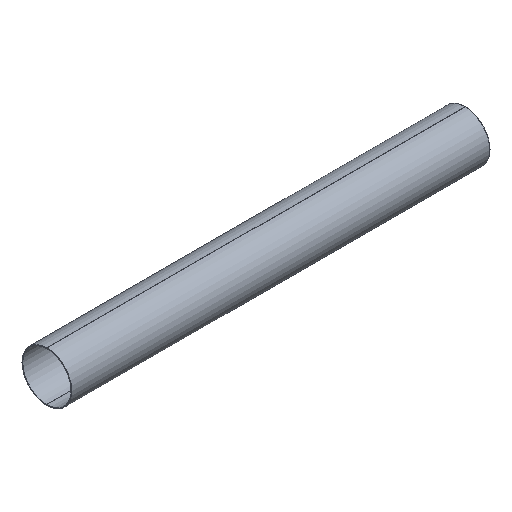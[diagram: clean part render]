
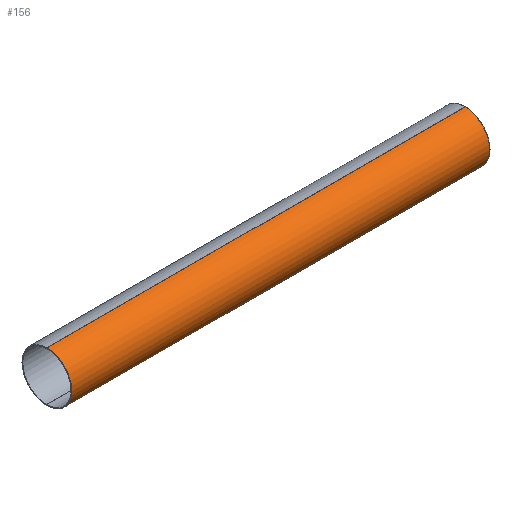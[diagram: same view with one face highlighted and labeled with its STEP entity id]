
A CAD part, isometric view. The second image highlights one B-rep face of the part: STEP entity #156.
In plain terms, the highlighted cylindrical face has radius 77.47 mm (diameter 154.94 mm), a partial arc.
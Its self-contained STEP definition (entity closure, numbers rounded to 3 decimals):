
#1 = EDGE_CURVE ( 'NONE', #17, #57, #51, .T. ) ;
#4 = EDGE_CURVE ( 'NONE', #103, #57, #166, .T. ) ;
#6 = AXIS2_PLACEMENT_3D ( 'NONE', #7, #36, #176 ) ;
#7 = CARTESIAN_POINT ( 'NONE',  ( 0., 0., 0. ) ) ;
#14 = AXIS2_PLACEMENT_3D ( 'NONE', #39, #43, #107 ) ;
#17 = VERTEX_POINT ( 'NONE', #70 ) ;
#24 = CARTESIAN_POINT ( 'NONE',  ( 0., 0., -77.47 ) ) ;
#26 = VERTEX_POINT ( 'NONE', #72 ) ;
#27 = CARTESIAN_POINT ( 'NONE',  ( 0., 0., 77.47 ) ) ;
#36 = DIRECTION ( 'NONE',  ( -1., 0., 0. ) ) ;
#37 = AXIS2_PLACEMENT_3D ( 'NONE', #194, #76, #92 ) ;
#39 = CARTESIAN_POINT ( 'NONE',  ( 1300., 0., 0. ) ) ;
#43 = DIRECTION ( 'NONE',  ( -1., 0., 0. ) ) ;
#48 = EDGE_CURVE ( 'NONE', #26, #17, #174, .T. ) ;
#51 = CIRCLE ( 'NONE', #6, 77.47 ) ;
#57 = VERTEX_POINT ( 'NONE', #27 ) ;
#70 = CARTESIAN_POINT ( 'NONE',  ( 0., 0., -77.47 ) ) ;
#72 = CARTESIAN_POINT ( 'NONE',  ( 1300., 0., -77.47 ) ) ;
#76 = DIRECTION ( 'NONE',  ( -1., 0., 0. ) ) ;
#88 = ORIENTED_EDGE ( 'NONE', *, *, #132, .T. ) ;
#92 = DIRECTION ( 'NONE',  ( 0., 0., 1. ) ) ;
#94 = ORIENTED_EDGE ( 'NONE', *, *, #4, .T. ) ;
#97 = VECTOR ( 'NONE', #124, 1000. ) ;
#103 = VERTEX_POINT ( 'NONE', #178 ) ;
#107 = DIRECTION ( 'NONE',  ( 0., 0., 1. ) ) ;
#120 = DIRECTION ( 'NONE',  ( -1., 0., 0. ) ) ;
#124 = DIRECTION ( 'NONE',  ( -1., 0., 0. ) ) ;
#125 = CYLINDRICAL_SURFACE ( 'NONE', #37, 77.47 ) ;
#132 = EDGE_CURVE ( 'NONE', #26, #103, #187, .T. ) ;
#136 = ORIENTED_EDGE ( 'NONE', *, *, #1, .F. ) ;
#142 = EDGE_LOOP ( 'NONE', ( #186, #88, #94, #136 ) ) ;
#156 = ADVANCED_FACE ( 'NONE', ( #213 ), #125, .T. ) ;
#166 = LINE ( 'NONE', #192, #97 ) ;
#174 = LINE ( 'NONE', #24, #202 ) ;
#176 = DIRECTION ( 'NONE',  ( 0., 0., 1. ) ) ;
#178 = CARTESIAN_POINT ( 'NONE',  ( 1300., 0., 77.47 ) ) ;
#186 = ORIENTED_EDGE ( 'NONE', *, *, #48, .F. ) ;
#187 = CIRCLE ( 'NONE', #14, 77.47 ) ;
#192 = CARTESIAN_POINT ( 'NONE',  ( 0., 0., 77.47 ) ) ;
#194 = CARTESIAN_POINT ( 'NONE',  ( 0., 0., 0. ) ) ;
#202 = VECTOR ( 'NONE', #120, 1000. ) ;
#213 = FACE_OUTER_BOUND ( 'NONE', #142, .T. ) ;
